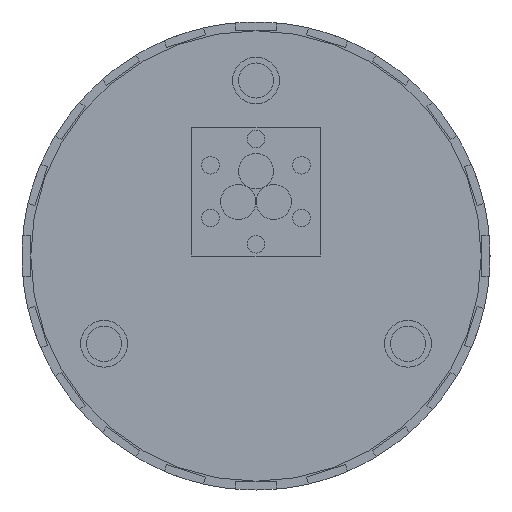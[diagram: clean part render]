
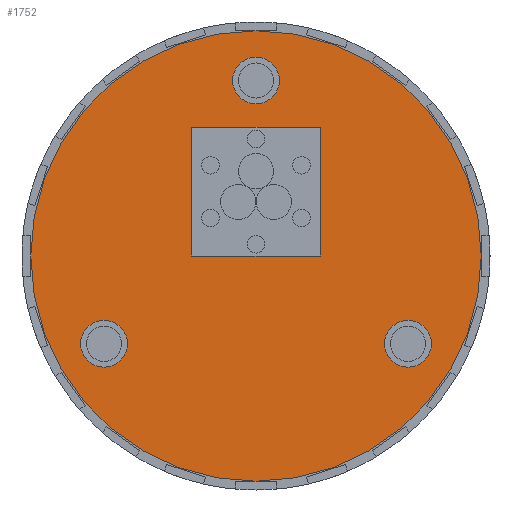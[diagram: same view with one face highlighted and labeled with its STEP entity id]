
A CAD part, front view. The second image highlights one B-rep face of the part: STEP entity #1752.
In plain terms, the highlighted planar face has unit normal (0, -1, 0).
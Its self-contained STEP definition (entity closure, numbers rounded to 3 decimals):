
#70 = VECTOR ( 'NONE', #5353, 1000. ) ;
#279 = VECTOR ( 'NONE', #3270, 1000. ) ;
#490 = DIRECTION ( 'NONE',  ( 0., -1., 0. ) ) ;
#505 = ORIENTED_EDGE ( 'NONE', *, *, #1176, .F. ) ;
#618 = ORIENTED_EDGE ( 'NONE', *, *, #1800, .F. ) ;
#932 = AXIS2_PLACEMENT_3D ( 'NONE', #2513, #6081, #3029 ) ;
#988 = DIRECTION ( 'NONE',  ( 0., 0., 1. ) ) ;
#1021 = FACE_BOUND ( 'NONE', #2952, .T. ) ;
#1102 = CARTESIAN_POINT ( 'NONE',  ( 12.99, 0., -7.5 ) ) ;
#1134 = CIRCLE ( 'NONE', #1182, 2. ) ;
#1176 = EDGE_CURVE ( 'NONE', #6464, #5782, #3308, .T. ) ;
#1182 = AXIS2_PLACEMENT_3D ( 'NONE', #1102, #4664, #1620 ) ;
#1246 = EDGE_LOOP ( 'NONE', ( #5260, #5052 ) ) ;
#1251 = CARTESIAN_POINT ( 'NONE',  ( 12.99, 0., -9.5 ) ) ;
#1441 = EDGE_LOOP ( 'NONE', ( #505, #2847, #4197, #3460 ) ) ;
#1448 = LINE ( 'NONE', #4269, #2807 ) ;
#1501 = EDGE_CURVE ( 'NONE', #5782, #1842, #4131, .T. ) ;
#1541 = CARTESIAN_POINT ( 'NONE',  ( 0., 0., 0. ) ) ;
#1620 = DIRECTION ( 'NONE',  ( 0., 0., -1. ) ) ;
#1625 = LINE ( 'NONE', #3765, #279 ) ;
#1662 = DIRECTION ( 'NONE',  ( 0., -1., 0. ) ) ;
#1700 = CARTESIAN_POINT ( 'NONE',  ( -5.5, 0., 11. ) ) ;
#1708 = AXIS2_PLACEMENT_3D ( 'NONE', #2622, #6195, #3133 ) ;
#1733 = CARTESIAN_POINT ( 'NONE',  ( 0., 0., 17. ) ) ;
#1744 = VERTEX_POINT ( 'NONE', #1991 ) ;
#1752 = ADVANCED_FACE ( 'NONE', ( #6603, #5088, #1021, #6293, #4940 ), #6583, .F. ) ;
#1800 = EDGE_CURVE ( 'NONE', #5458, #4216, #1902, .T. ) ;
#1816 = ORIENTED_EDGE ( 'NONE', *, *, #3355, .F. ) ;
#1842 = VERTEX_POINT ( 'NONE', #6164 ) ;
#1848 = DIRECTION ( 'NONE',  ( 0., -1., 0. ) ) ;
#1902 = CIRCLE ( 'NONE', #3740, 19.25 ) ;
#1914 = AXIS2_PLACEMENT_3D ( 'NONE', #4695, #1662, #5214 ) ;
#1925 = EDGE_CURVE ( 'NONE', #5518, #6596, #2465, .T. ) ;
#1954 = VECTOR ( 'NONE', #6295, 1000. ) ;
#1991 = CARTESIAN_POINT ( 'NONE',  ( 0., 0., 13. ) ) ;
#2056 = DIRECTION ( 'NONE',  ( 0., 0., 1. ) ) ;
#2069 = AXIS2_PLACEMENT_3D ( 'NONE', #4904, #1848, #5411 ) ;
#2109 = AXIS2_PLACEMENT_3D ( 'NONE', #2674, #6246, #3186 ) ;
#2465 = CIRCLE ( 'NONE', #1914, 2. ) ;
#2478 = EDGE_LOOP ( 'NONE', ( #1816, #3487 ) ) ;
#2513 = CARTESIAN_POINT ( 'NONE',  ( 0., 0., 15. ) ) ;
#2622 = CARTESIAN_POINT ( 'NONE',  ( 0., 0., 0. ) ) ;
#2674 = CARTESIAN_POINT ( 'NONE',  ( -12.99, 0., -7.5 ) ) ;
#2764 = DIRECTION ( 'NONE',  ( 1., 0., 0. ) ) ;
#2807 = VECTOR ( 'NONE', #2764, 1000. ) ;
#2847 = ORIENTED_EDGE ( 'NONE', *, *, #3448, .F. ) ;
#2952 = EDGE_LOOP ( 'NONE', ( #6163, #3340 ) ) ;
#3029 = DIRECTION ( 'NONE',  ( 0., 0., -1. ) ) ;
#3069 = AXIS2_PLACEMENT_3D ( 'NONE', #3529, #4040, #988 ) ;
#3133 = DIRECTION ( 'NONE',  ( 0., 0., 1. ) ) ;
#3186 = DIRECTION ( 'NONE',  ( 0., 0., -1. ) ) ;
#3206 = CARTESIAN_POINT ( 'NONE',  ( 0., 0., -19.25 ) ) ;
#3270 = DIRECTION ( 'NONE',  ( 0., 0., 1. ) ) ;
#3308 = LINE ( 'NONE', #1700, #1954 ) ;
#3332 = CARTESIAN_POINT ( 'NONE',  ( 5.5, 0., 0. ) ) ;
#3340 = ORIENTED_EDGE ( 'NONE', *, *, #3909, .F. ) ;
#3355 = EDGE_CURVE ( 'NONE', #6596, #5518, #5290, .T. ) ;
#3429 = VERTEX_POINT ( 'NONE', #5278 ) ;
#3436 = CIRCLE ( 'NONE', #932, 2. ) ;
#3448 = EDGE_CURVE ( 'NONE', #5970, #6464, #1625, .T. ) ;
#3460 = ORIENTED_EDGE ( 'NONE', *, *, #1501, .F. ) ;
#3487 = ORIENTED_EDGE ( 'NONE', *, *, #1925, .F. ) ;
#3497 = CARTESIAN_POINT ( 'NONE',  ( -5.5, 0., 11. ) ) ;
#3529 = CARTESIAN_POINT ( 'NONE',  ( 0., 0., 0. ) ) ;
#3536 = CARTESIAN_POINT ( 'NONE',  ( 0., 0., 15. ) ) ;
#3740 = AXIS2_PLACEMENT_3D ( 'NONE', #1541, #5105, #2056 ) ;
#3765 = CARTESIAN_POINT ( 'NONE',  ( 5.5, 0., 11. ) ) ;
#3771 = ORIENTED_EDGE ( 'NONE', *, *, #4820, .F. ) ;
#3909 = EDGE_CURVE ( 'NONE', #3429, #6522, #1134, .T. ) ;
#4040 = DIRECTION ( 'NONE',  ( 0., 1., 0. ) ) ;
#4047 = DIRECTION ( 'NONE',  ( 0., 0., -1. ) ) ;
#4131 = LINE ( 'NONE', #4854, #70 ) ;
#4197 = ORIENTED_EDGE ( 'NONE', *, *, #5507, .F. ) ;
#4216 = VERTEX_POINT ( 'NONE', #6351 ) ;
#4269 = CARTESIAN_POINT ( 'NONE',  ( -5.5, 0., 0. ) ) ;
#4656 = CIRCLE ( 'NONE', #4916, 2. ) ;
#4664 = DIRECTION ( 'NONE',  ( 0., -1., 0. ) ) ;
#4676 = EDGE_CURVE ( 'NONE', #1744, #4965, #4656, .T. ) ;
#4695 = CARTESIAN_POINT ( 'NONE',  ( -12.99, 0., -7.5 ) ) ;
#4820 = EDGE_CURVE ( 'NONE', #4216, #5458, #6575, .T. ) ;
#4854 = CARTESIAN_POINT ( 'NONE',  ( -5.5, 0., 11. ) ) ;
#4904 = CARTESIAN_POINT ( 'NONE',  ( 12.99, 0., -7.5 ) ) ;
#4916 = AXIS2_PLACEMENT_3D ( 'NONE', #3536, #490, #4047 ) ;
#4940 = FACE_OUTER_BOUND ( 'NONE', #6292, .T. ) ;
#4965 = VERTEX_POINT ( 'NONE', #1733 ) ;
#5052 = ORIENTED_EDGE ( 'NONE', *, *, #5822, .F. ) ;
#5088 = FACE_BOUND ( 'NONE', #2478, .T. ) ;
#5105 = DIRECTION ( 'NONE',  ( 0., 1., 0. ) ) ;
#5214 = DIRECTION ( 'NONE',  ( 0., 0., -1. ) ) ;
#5260 = ORIENTED_EDGE ( 'NONE', *, *, #4676, .F. ) ;
#5278 = CARTESIAN_POINT ( 'NONE',  ( 12.99, 0., -5.5 ) ) ;
#5290 = CIRCLE ( 'NONE', #2109, 2. ) ;
#5353 = DIRECTION ( 'NONE',  ( 0., 0., -1. ) ) ;
#5411 = DIRECTION ( 'NONE',  ( 0., 0., -1. ) ) ;
#5417 = CARTESIAN_POINT ( 'NONE',  ( -12.99, 0., -9.5 ) ) ;
#5458 = VERTEX_POINT ( 'NONE', #3206 ) ;
#5507 = EDGE_CURVE ( 'NONE', #1842, #5970, #1448, .T. ) ;
#5518 = VERTEX_POINT ( 'NONE', #6332 ) ;
#5630 = EDGE_CURVE ( 'NONE', #6522, #3429, #5762, .T. ) ;
#5762 = CIRCLE ( 'NONE', #2069, 2. ) ;
#5782 = VERTEX_POINT ( 'NONE', #3497 ) ;
#5822 = EDGE_CURVE ( 'NONE', #4965, #1744, #3436, .T. ) ;
#5832 = CARTESIAN_POINT ( 'NONE',  ( 5.5, 0., 11. ) ) ;
#5970 = VERTEX_POINT ( 'NONE', #3332 ) ;
#6081 = DIRECTION ( 'NONE',  ( 0., -1., 0. ) ) ;
#6163 = ORIENTED_EDGE ( 'NONE', *, *, #5630, .F. ) ;
#6164 = CARTESIAN_POINT ( 'NONE',  ( -5.5, 0., 0. ) ) ;
#6195 = DIRECTION ( 'NONE',  ( 0., 1., 0. ) ) ;
#6246 = DIRECTION ( 'NONE',  ( 0., -1., 0. ) ) ;
#6292 = EDGE_LOOP ( 'NONE', ( #618, #3771 ) ) ;
#6293 = FACE_BOUND ( 'NONE', #1246, .T. ) ;
#6295 = DIRECTION ( 'NONE',  ( -1., 0., 0. ) ) ;
#6332 = CARTESIAN_POINT ( 'NONE',  ( -12.99, 0., -5.5 ) ) ;
#6351 = CARTESIAN_POINT ( 'NONE',  ( 0., 0., 19.25 ) ) ;
#6464 = VERTEX_POINT ( 'NONE', #5832 ) ;
#6522 = VERTEX_POINT ( 'NONE', #1251 ) ;
#6575 = CIRCLE ( 'NONE', #1708, 19.25 ) ;
#6583 = PLANE ( 'NONE',  #3069 ) ;
#6596 = VERTEX_POINT ( 'NONE', #5417 ) ;
#6603 = FACE_BOUND ( 'NONE', #1441, .T. ) ;
